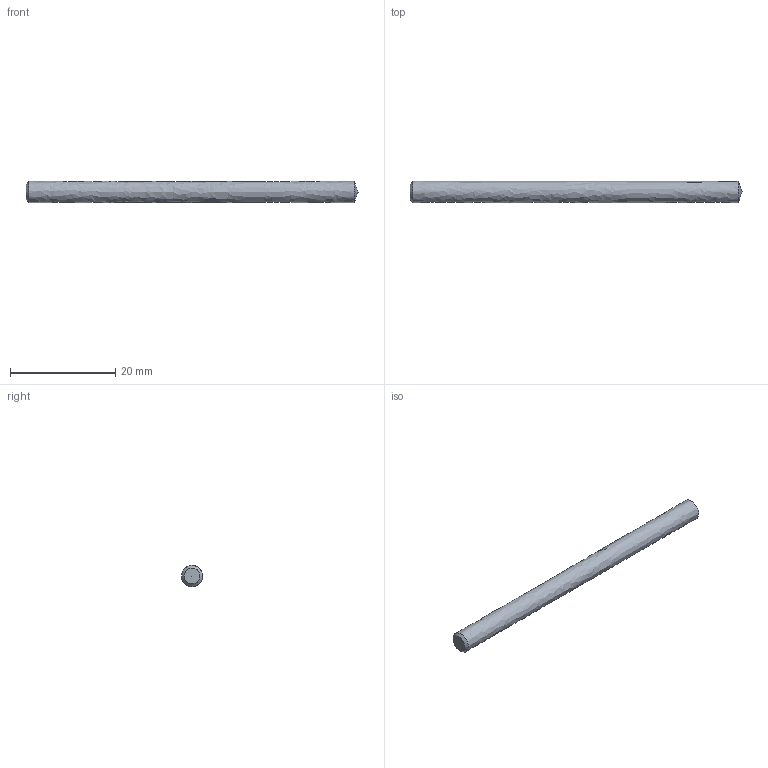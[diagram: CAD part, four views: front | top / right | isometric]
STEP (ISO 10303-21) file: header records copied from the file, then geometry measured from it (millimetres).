
FILE_DESCRIPTION ((), '1');
FILE_NAME ('2XDSSM0400A.STP', '2021-03-29T13:20:35', ('Unknown'), ('M A Ford Europe'), 'OneCNC-XR8 Mill 3D Expert', 'OneCNC-XR8 Mill 3D Expert', '');
FILE_SCHEMA (('CONFIG_CONTROL_DESIGN'));
Length unit declared in the file: millimetre
Bounding box: 63 x 4 x 4 mm (x, y, z)
Volume: 784.4 mm3; surface area: 804.9 mm2
Topology: 1 solids, 1 shells, 4 faces, 12 edges, 11 vertices
Faces by surface type: bspline 4
Entity records: 270 total; most frequent: CARTESIAN_POINT 127, ORIENTED_EDGE 14, PERSON 8, ORGANIZATION 8, PERSON_AND_ORGANIZATION 8, B_SPLINE_CURVE_WITH_KNOTS 7, EDGE_CURVE 7, VERTEX_POINT 5
